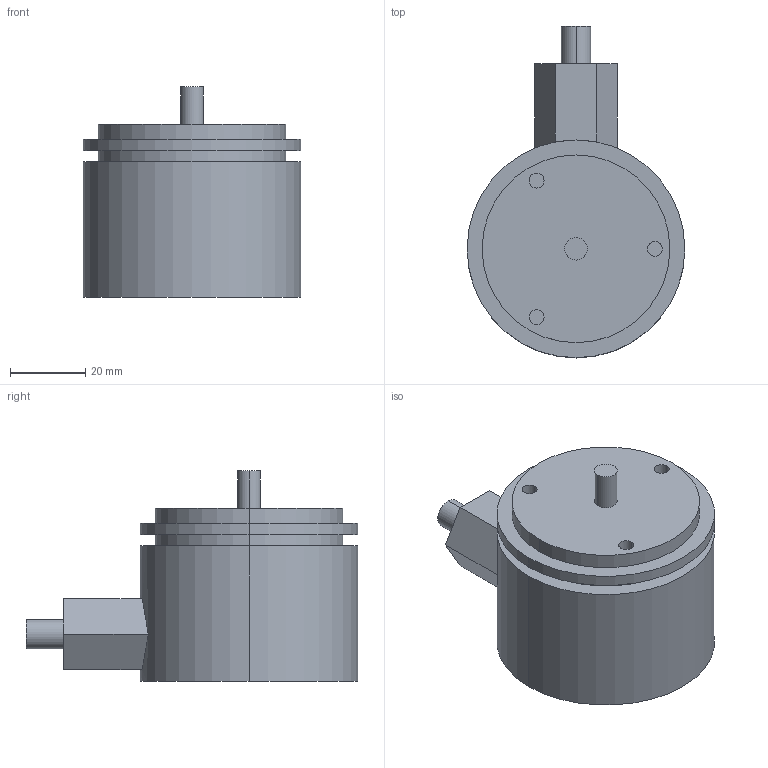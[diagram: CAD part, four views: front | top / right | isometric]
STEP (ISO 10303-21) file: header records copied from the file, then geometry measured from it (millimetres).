
FILE_DESCRIPTION((''),'2;1');
FILE_NAME('06','2011-01-03T',('Ingenieurbuero Eiseler'),('Pepperl+Fuchs'),'PRO/ENGINEER BY PARAMETRIC TECHNOLOGY CORPORATION, 2009440','PRO/ENGINEER BY PARAMETRIC TECHNOLOGY CORPORATION, 2009440','');
FILE_SCHEMA(('CONFIG_CONTROL_DESIGN'));
Length unit declared in the file: millimetre
Products named in the file (1): 06
Bounding box: 58 x 88.4 x 56 mm (x, y, z)
Volume: 123872.6 mm3; surface area: 16865.2 mm2
Topology: 1 solids, 1 shells, 35 faces, 72 edges, 48 vertices
Faces by surface type: cylinder 18, plane 17
Entity records: 1508 total; most frequent: DIRECTION 176, CARTESIAN_POINT 162, ORIENTED_EDGE 144, PRESENTATION_STYLE_ASSIGNMENT 98, AXIS2_PLACEMENT_3D 73, STYLED_ITEM 73, CURVE_STYLE 72, EDGE_CURVE 72
